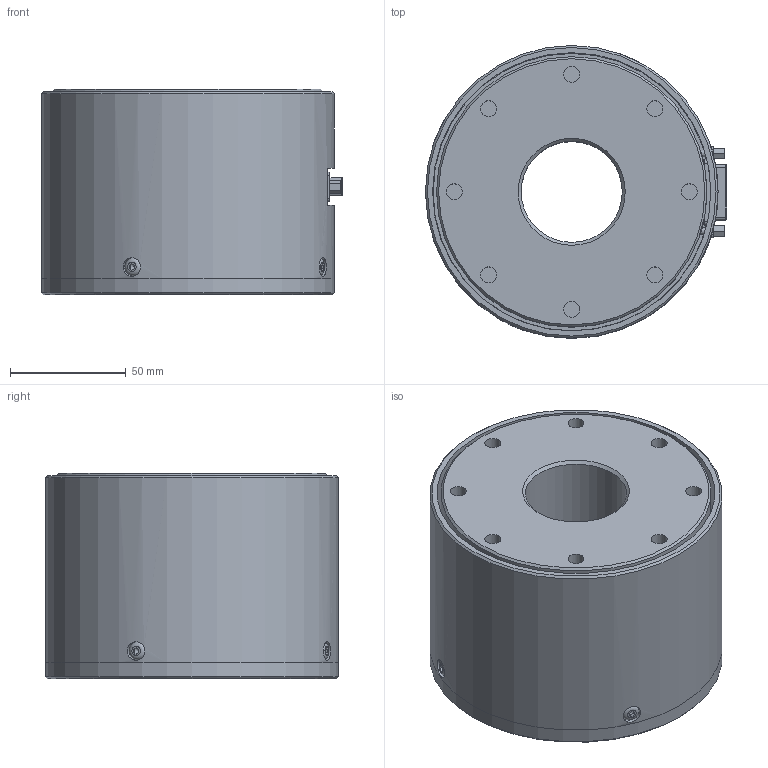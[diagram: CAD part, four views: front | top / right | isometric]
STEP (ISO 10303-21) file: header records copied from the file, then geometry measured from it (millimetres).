
FILE_DESCRIPTION(/* description */ (''),/* implementation_level */ '2;1');
FILE_NAME(/* name */ 'FSH02250.stp',/* time_stamp */ '2020-07-09T15:05:15-07:00',/* author */ ('RWalker'),/* organization */ ('FUTEK'),/* preprocessor_version */ 'ST-DEVELOPER v18',/* originating_system */ 'Autodesk Inventor 2020',/* authorisation */ '');
FILE_SCHEMA (('AUTOMOTIVE_DESIGN { 1 0 10303 214 3 1 1 }'));
Length unit declared in the file: inch
Products named in the file (1): Assembly2_Shrinkwrap_2
Bounding box: 130.18 x 126.49 x 88.9 mm (x, y, z)
Volume: 927769.3 mm3; surface area: 128511.6 mm2
Topology: 1 solids, 1 shells, 215 faces, 542 edges, 374 vertices
Faces by surface type: plane 108, cylinder 80, torus 12, cone 11, sphere 4
Full cylindrical faces by diameter (mm): 1.168 x15, 2.385 x2, 2.845 x2, 3.048 x1, 6.909 x16, 7.925 x4, 8.128 x4, 43.688 x1, 116.84 x2, 119.888 x1, 120.269 x1, 126.492 x2
Entity records: 7204 total; most frequent: CARTESIAN_POINT 1591, DIRECTION 1148, ORIENTED_EDGE 1072, EDGE_CURVE 536, AXIS2_PLACEMENT_3D 462, VERTEX_POINT 374, EDGE_LOOP 276, CIRCLE 244
